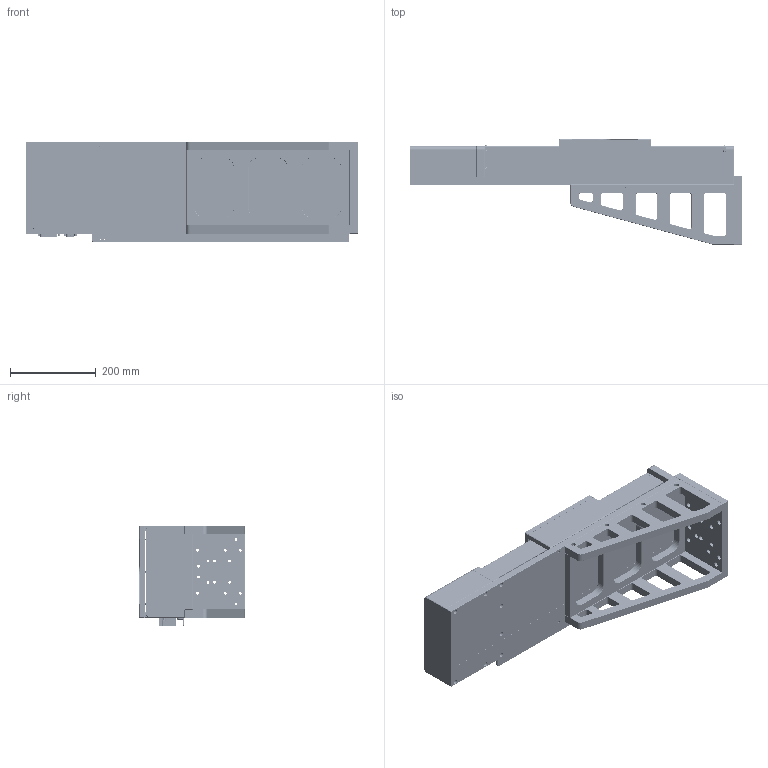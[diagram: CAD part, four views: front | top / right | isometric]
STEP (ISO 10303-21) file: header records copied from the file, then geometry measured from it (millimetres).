
FILE_DESCRIPTION (( 'STEP AP214' ), '1' );
FILE_NAME ('FMSZ215S-300H.STEP', '2022-12-07T13:53:06', ( '' ), ( '' ), 'SwSTEP 2.0', 'SolidWorks 2017', '' );
FILE_SCHEMA (( 'AUTOMOTIVE_DESIGN' ));
Length unit declared in the file: millimetre
Products named in the file (1): FMSZ215S-300H
Bounding box: 774 x 245 x 235 mm (x, y, z)
Surface area: 1977048.5 mm2 (no closed solid volume)
Topology: 0 solids, 57 shells, 5847 faces, 14018 edges, 8584 vertices
Faces by surface type: cylinder 2392, plane 2304, cone 465, torus 381, sphere 171, bspline 134
Entity records: 246752 total; most frequent: CARTESIAN_POINT 46096, DIRECTION 29066, ORIENTED_EDGE 27480, EDGE_CURVE 13744, AXIS2_PLACEMENT_3D 10891, VERTEX_POINT 8529, LINE 7284, VECTOR 7284
